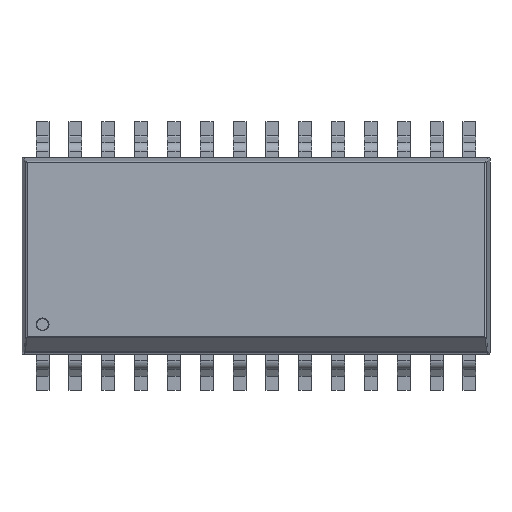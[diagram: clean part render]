
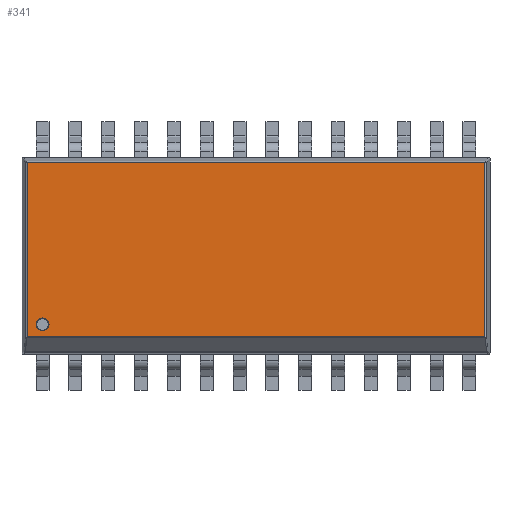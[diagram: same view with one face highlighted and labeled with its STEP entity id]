
A CAD part, top view. The second image highlights one B-rep face of the part: STEP entity #341.
In plain terms, the highlighted planar face has unit normal (0, 0, 1).
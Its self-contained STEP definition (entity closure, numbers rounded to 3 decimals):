
#341=ADVANCED_FACE('',(#4601,#4603),#4605,.T.);
#4601=FACE_BOUND('',#4602,.T.);
#4602=EDGE_LOOP('',(#8043,#8044,#8045,#8046));
#4603=FACE_BOUND('',#4604,.T.);
#4604=EDGE_LOOP('',(#8047));
#4605=PLANE('',#4606);
#4606=AXIS2_PLACEMENT_3D('',#4607,#4608,#4609);
#4607=CARTESIAN_POINT('',(0.,0.,2.65));
#4608=DIRECTION('',(0.,0.,1.));
#4609=DIRECTION('',(1.,0.,0.));
#8043=ORIENTED_EDGE('',*,*,#10499,.T.);
#8044=ORIENTED_EDGE('',*,*,#10500,.T.);
#8045=ORIENTED_EDGE('',*,*,#10501,.T.);
#8046=ORIENTED_EDGE('',*,*,#10502,.T.);
#8047=ORIENTED_EDGE('',*,*,#10503,.T.);
#10499=EDGE_CURVE('',#11839,#11840,#11841,.T.);
#10500=EDGE_CURVE('',#11840,#11842,#11843,.T.);
#10501=EDGE_CURVE('',#11842,#11844,#11845,.T.);
#10502=EDGE_CURVE('',#11844,#11839,#11846,.T.);
#10503=EDGE_CURVE('',#11847,#11847,#11848,.T.);
#11839=VERTEX_POINT('',#14480);
#11840=VERTEX_POINT('',#14481);
#11841=LINE('',#14482,#14483);
#11842=VERTEX_POINT('',#14485);
#11843=LINE('',#14486,#14487);
#11844=VERTEX_POINT('',#14489);
#11845=LINE('',#14490,#14491);
#11846=LINE('',#14493,#14494);
#11847=VERTEX_POINT('',#14496);
#11848=CIRCLE('',#14497,0.25);
#14480=CARTESIAN_POINT('',(-0.6,8.305,2.65));
#14481=CARTESIAN_POINT('',(-0.6,1.571,2.65));
#14482=CARTESIAN_POINT('',(-0.6,8.305,2.65));
#14483=VECTOR('',#14484,1.);
#14484=DIRECTION('',(0.,-1.,0.));
#14485=CARTESIAN_POINT('',(17.11,1.571,2.65));
#14486=CARTESIAN_POINT('',(-0.6,1.571,2.65));
#14487=VECTOR('',#14488,1.);
#14488=DIRECTION('',(1.,0.,0.));
#14489=CARTESIAN_POINT('',(17.11,8.305,2.65));
#14490=CARTESIAN_POINT('',(17.11,1.571,2.65));
#14491=VECTOR('',#14492,1.);
#14492=DIRECTION('',(0.,1.,0.));
#14493=CARTESIAN_POINT('',(17.11,8.305,2.65));
#14494=VECTOR('',#14495,1.);
#14495=DIRECTION('',(-1.,0.,0.));
#14496=CARTESIAN_POINT('',(0.,1.8,2.65));
#14497=AXIS2_PLACEMENT_3D('',#14498,#14499,#14500);
#14498=CARTESIAN_POINT('',(0.,2.05,2.65));
#14499=DIRECTION('',(-0.,-0.,-1.));
#14500=DIRECTION('',(0.,-1.,0.));
